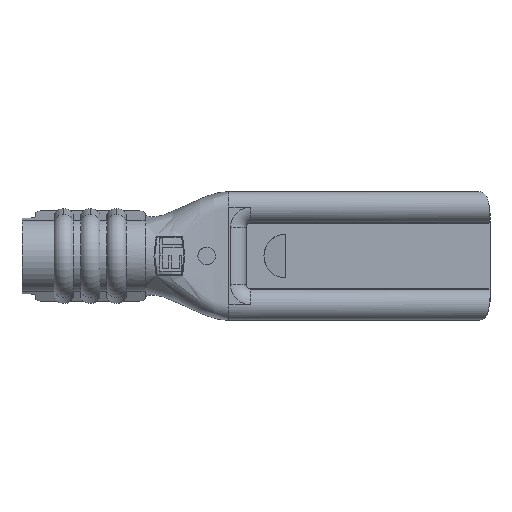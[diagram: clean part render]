
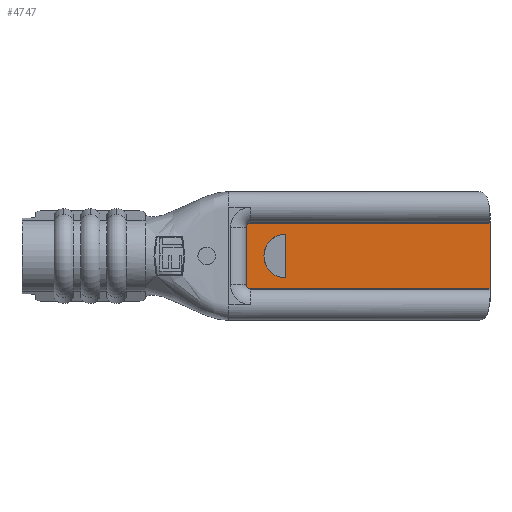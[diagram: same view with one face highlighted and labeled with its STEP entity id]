
A CAD part, front view. The second image highlights one B-rep face of the part: STEP entity #4747.
In plain terms, the highlighted planar face has unit normal (0, -1, 0).
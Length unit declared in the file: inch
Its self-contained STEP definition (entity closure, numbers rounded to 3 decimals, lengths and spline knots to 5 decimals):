
#109 = EDGE_CURVE ( 'NONE', #5356, #4685, #5562, .T. ) ;
#120 = DIRECTION ( 'NONE',  ( 0., 1., 0. ) ) ;
#156 = CARTESIAN_POINT ( 'NONE',  ( -0.277, 0., -0.0325 ) ) ;
#182 = LINE ( 'NONE', #3914, #363 ) ;
#281 = DIRECTION ( 'NONE',  ( 0., 0., -1. ) ) ;
#298 = CARTESIAN_POINT ( 'NONE',  ( -0.272, 0., 0.0375 ) ) ;
#363 = VECTOR ( 'NONE', #3916, 39.37008 ) ;
#493 = VERTEX_POINT ( 'NONE', #6787 ) ;
#594 = EDGE_CURVE ( 'NONE', #5140, #5356, #3095, .T. ) ;
#694 = EDGE_LOOP ( 'NONE', ( #5258, #1357, #3901, #6997, #5044, #6647 ) ) ;
#922 = CARTESIAN_POINT ( 'NONE',  ( -0.232, 0., 0. ) ) ;
#946 = CIRCLE ( 'NONE', #1355, 0.005 ) ;
#1342 = VECTOR ( 'NONE', #3572, 39.37008 ) ;
#1355 = AXIS2_PLACEMENT_3D ( 'NONE', #5185, #1809, #5748 ) ;
#1357 = ORIENTED_EDGE ( 'NONE', *, *, #1951, .F. ) ;
#1479 = DIRECTION ( 'NONE',  ( 0., 0., -1. ) ) ;
#1809 = DIRECTION ( 'NONE',  ( 0., 1., 0. ) ) ;
#1869 = EDGE_CURVE ( 'NONE', #6485, #6903, #182, .T. ) ;
#1951 = EDGE_CURVE ( 'NONE', #3579, #5140, #2822, .T. ) ;
#2062 = CARTESIAN_POINT ( 'NONE',  ( 0., 0., 0.0375 ) ) ;
#2575 = CARTESIAN_POINT ( 'NONE',  ( -0.272, 0., -0.0375 ) ) ;
#2630 = VECTOR ( 'NONE', #4743, 39.37008 ) ;
#2660 = CARTESIAN_POINT ( 'NONE',  ( -0.232, 0., 0.025 ) ) ;
#2747 = AXIS2_PLACEMENT_3D ( 'NONE', #922, #4841, #1479 ) ;
#2801 = LINE ( 'NONE', #6399, #2630 ) ;
#2822 = LINE ( 'NONE', #3564, #1342 ) ;
#3045 = CARTESIAN_POINT ( 'NONE',  ( -0.272, 0., -0.0375 ) ) ;
#3049 = CIRCLE ( 'NONE', #2747, 0.025 ) ;
#3063 = EDGE_LOOP ( 'NONE', ( #5876, #7213 ) ) ;
#3095 = LINE ( 'NONE', #5524, #5902 ) ;
#3336 = EDGE_CURVE ( 'NONE', #493, #3579, #6329, .T. ) ;
#3515 = CARTESIAN_POINT ( 'NONE',  ( -0.272, 0., 0.0325 ) ) ;
#3564 = CARTESIAN_POINT ( 'NONE',  ( -0.272, 0., 0.0375 ) ) ;
#3572 = DIRECTION ( 'NONE',  ( 1., 0., 0. ) ) ;
#3579 = VERTEX_POINT ( 'NONE', #298 ) ;
#3659 = DIRECTION ( 'NONE',  ( 0., -1., 0. ) ) ;
#3775 = FACE_BOUND ( 'NONE', #3063, .T. ) ;
#3901 = ORIENTED_EDGE ( 'NONE', *, *, #3336, .F. ) ;
#3914 = CARTESIAN_POINT ( 'NONE',  ( -0.232, 0., -0.0375 ) ) ;
#3916 = DIRECTION ( 'NONE',  ( 0., 0., 1. ) ) ;
#4078 = DIRECTION ( 'NONE',  ( 0., 0., -1. ) ) ;
#4531 = CARTESIAN_POINT ( 'NONE',  ( 0., 0., -0.0375 ) ) ;
#4685 = VERTEX_POINT ( 'NONE', #3045 ) ;
#4693 = EDGE_CURVE ( 'NONE', #6098, #493, #2801, .T. ) ;
#4743 = DIRECTION ( 'NONE',  ( 0., 0., 1. ) ) ;
#4747 = ADVANCED_FACE ( 'NONE', ( #5270, #3775 ), #6996, .T. ) ;
#4841 = DIRECTION ( 'NONE',  ( 0., -1., 0. ) ) ;
#5044 = ORIENTED_EDGE ( 'NONE', *, *, #6055, .F. ) ;
#5140 = VERTEX_POINT ( 'NONE', #2062 ) ;
#5185 = CARTESIAN_POINT ( 'NONE',  ( -0.272, 0., -0.0325 ) ) ;
#5258 = ORIENTED_EDGE ( 'NONE', *, *, #594, .F. ) ;
#5270 = FACE_OUTER_BOUND ( 'NONE', #694, .T. ) ;
#5327 = CARTESIAN_POINT ( 'NONE',  ( -0.272, 0., -0.0375 ) ) ;
#5356 = VERTEX_POINT ( 'NONE', #4531 ) ;
#5367 = DIRECTION ( 'NONE',  ( 0., 0., -1. ) ) ;
#5447 = AXIS2_PLACEMENT_3D ( 'NONE', #5327, #3659, #281 ) ;
#5524 = CARTESIAN_POINT ( 'NONE',  ( 0., 0., -0.0375 ) ) ;
#5562 = LINE ( 'NONE', #2575, #5741 ) ;
#5647 = CARTESIAN_POINT ( 'NONE',  ( -0.232, 0., -0.025 ) ) ;
#5725 = EDGE_CURVE ( 'NONE', #6903, #6485, #3049, .T. ) ;
#5741 = VECTOR ( 'NONE', #7000, 39.37008 ) ;
#5748 = DIRECTION ( 'NONE',  ( 0., 0., -1. ) ) ;
#5876 = ORIENTED_EDGE ( 'NONE', *, *, #5725, .F. ) ;
#5902 = VECTOR ( 'NONE', #5367, 39.37008 ) ;
#6055 = EDGE_CURVE ( 'NONE', #4685, #6098, #946, .T. ) ;
#6098 = VERTEX_POINT ( 'NONE', #156 ) ;
#6329 = CIRCLE ( 'NONE', #6500, 0.005 ) ;
#6399 = CARTESIAN_POINT ( 'NONE',  ( -0.277, 0., 0.0325 ) ) ;
#6485 = VERTEX_POINT ( 'NONE', #5647 ) ;
#6500 = AXIS2_PLACEMENT_3D ( 'NONE', #3515, #120, #4078 ) ;
#6647 = ORIENTED_EDGE ( 'NONE', *, *, #109, .F. ) ;
#6787 = CARTESIAN_POINT ( 'NONE',  ( -0.277, 0., 0.0325 ) ) ;
#6903 = VERTEX_POINT ( 'NONE', #2660 ) ;
#6996 = PLANE ( 'NONE',  #5447 ) ;
#6997 = ORIENTED_EDGE ( 'NONE', *, *, #4693, .F. ) ;
#7000 = DIRECTION ( 'NONE',  ( -1., 0., 0. ) ) ;
#7213 = ORIENTED_EDGE ( 'NONE', *, *, #1869, .F. ) ;
